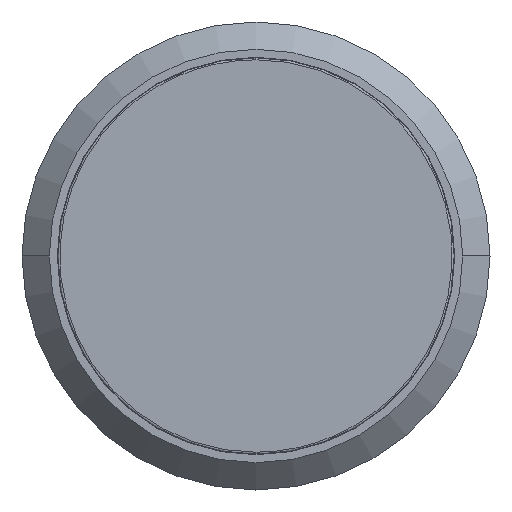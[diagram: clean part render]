
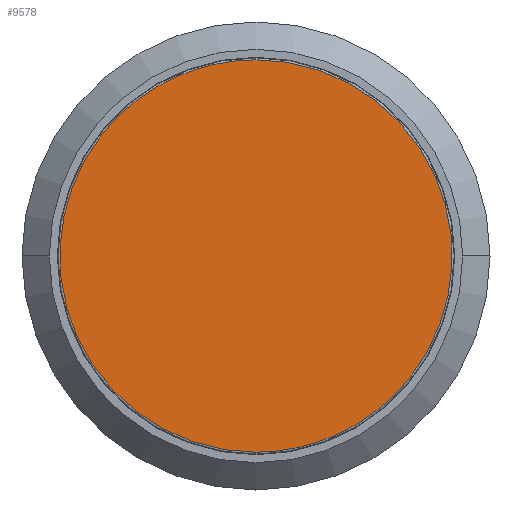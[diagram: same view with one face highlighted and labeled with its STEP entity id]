
A CAD part, left-side view. The second image highlights one B-rep face of the part: STEP entity #9578.
In plain terms, the highlighted planar face has unit normal (-1, 0, 0).
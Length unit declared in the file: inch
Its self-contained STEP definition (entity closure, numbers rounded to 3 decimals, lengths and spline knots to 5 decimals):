
#45 = CARTESIAN_POINT ( 'NONE',  ( -0.17717, 0., 0.19803 ) ) ;
#186 = CARTESIAN_POINT ( 'NONE',  ( -0.17717, 0.39606, 0.19803 ) ) ;
#306 = EDGE_LOOP ( 'NONE', ( #17676, #4561 ) ) ;
#1129 = CARTESIAN_POINT ( 'NONE',  ( -0.17717, 0., 0.19803 ) ) ;
#1304 =( BOUNDED_CURVE ( )  B_SPLINE_CURVE ( 3, ( #8606, #8670, #19882, #10300 ),
 .UNSPECIFIED., .F., .T. ) 
 B_SPLINE_CURVE_WITH_KNOTS ( ( 4, 4 ),
 ( 0., 1. ),
 .UNSPECIFIED. ) 
 CURVE ( )  GEOMETRIC_REPRESENTATION_ITEM ( )  RATIONAL_B_SPLINE_CURVE ( ( 1., 0.333, 0.333, 1. ) ) 
 REPRESENTATION_ITEM ( '' )  );
#2704 = FACE_OUTER_BOUND ( 'NONE', #306, .T. ) ;
#4561 = ORIENTED_EDGE ( 'NONE', *, *, #7832, .F. ) ;
#5032 = CARTESIAN_POINT ( 'NONE',  ( -0.17717, 0.39606, -0.19803 ) ) ;
#6674 = CARTESIAN_POINT ( 'NONE',  ( -0.17717, 0., 0. ) ) ;
#7832 = EDGE_CURVE ( 'NONE', #20709, #17842, #1304, .T. ) ;
#8606 = CARTESIAN_POINT ( 'NONE',  ( -0.17717, 0., 0.19803 ) ) ;
#8670 = CARTESIAN_POINT ( 'NONE',  ( -0.17717, -0.39606, 0.19803 ) ) ;
#9578 = ADVANCED_FACE ( 'NONE', ( #2704 ), #16272, .F. ) ;
#10300 = CARTESIAN_POINT ( 'NONE',  ( -0.17717, 0., -0.19803 ) ) ;
#15063 = DIRECTION ( 'NONE',  ( 0., 0., -1. ) ) ;
#16272 = PLANE ( 'NONE',  #17830 ) ;
#17676 = ORIENTED_EDGE ( 'NONE', *, *, #20029, .F. ) ;
#17830 = AXIS2_PLACEMENT_3D ( 'NONE', #6674, #19778, #15063 ) ;
#17842 = VERTEX_POINT ( 'NONE', #20226 ) ;
#19489 = CARTESIAN_POINT ( 'NONE',  ( -0.17717, 0., -0.19803 ) ) ;
#19778 = DIRECTION ( 'NONE',  ( 1., 0., 0. ) ) ;
#19882 = CARTESIAN_POINT ( 'NONE',  ( -0.17717, -0.39606, -0.19803 ) ) ;
#20029 = EDGE_CURVE ( 'NONE', #17842, #20709, #20826, .T. ) ;
#20226 = CARTESIAN_POINT ( 'NONE',  ( -0.17717, 0., -0.19803 ) ) ;
#20709 = VERTEX_POINT ( 'NONE', #1129 ) ;
#20826 =( BOUNDED_CURVE ( )  B_SPLINE_CURVE ( 3, ( #19489, #5032, #186, #45 ),
 .UNSPECIFIED., .F., .F. ) 
 B_SPLINE_CURVE_WITH_KNOTS ( ( 4, 4 ),
 ( 0., 1. ),
 .UNSPECIFIED. ) 
 CURVE ( )  GEOMETRIC_REPRESENTATION_ITEM ( )  RATIONAL_B_SPLINE_CURVE ( ( 1., 0.333, 0.333, 1. ) ) 
 REPRESENTATION_ITEM ( '' )  );
